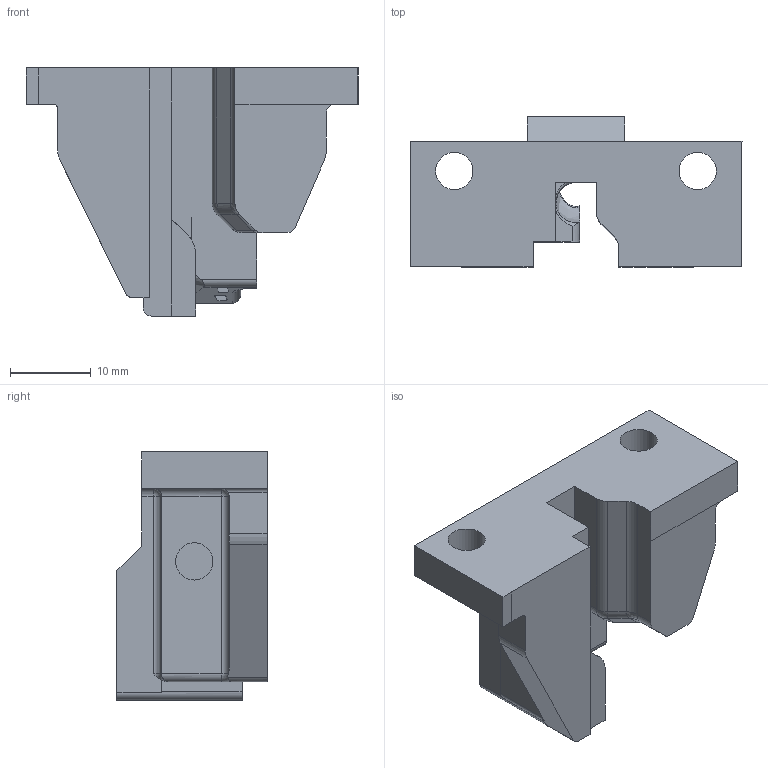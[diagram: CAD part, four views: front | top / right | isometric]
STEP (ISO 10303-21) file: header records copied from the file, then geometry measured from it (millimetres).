
FILE_DESCRIPTION(/* description */ (''),/* implementation_level */ '2;1');
FILE_NAME(/* name */ 'wire_support_2020.step',/* time_stamp */ '2025-11-11T12:58:29-05:00',/* author */ (''),/* organization */ (''),/* preprocessor_version */ 'ST-DEVELOPER v20.1',/* originating_system */ 'Autodesk Translation Framework v14.17.0.0',/* authorisation */ '');
FILE_SCHEMA (('AUTOMOTIVE_DESIGN { 1 0 10303 214 3 1 1 }'));
Length unit declared in the file: millimetre
Products named in the file (2): (Unsaved); Wire_Support_2020_1.1
Assembly tree (1 placements, depth 2):
  (Unsaved)
    Wire_Support_2020_1.1
Bounding box: 41 x 18.55 x 30.65 mm (x, y, z)
Volume: 7559 mm3; surface area: 4536.6 mm2
Topology: 1 solids, 1 shells, 124 faces, 334 edges, 212 vertices
Faces by surface type: plane 59, cylinder 47, bspline 10, sphere 5, torus 3
Full cylindrical faces by diameter (mm): 4.6 x4
Entity records: 4549 total; most frequent: CARTESIAN_POINT 1372, ORIENTED_EDGE 666, DIRECTION 647, EDGE_CURVE 333, AXIS2_PLACEMENT_3D 224, VERTEX_POINT 212, LINE 199, VECTOR 199
